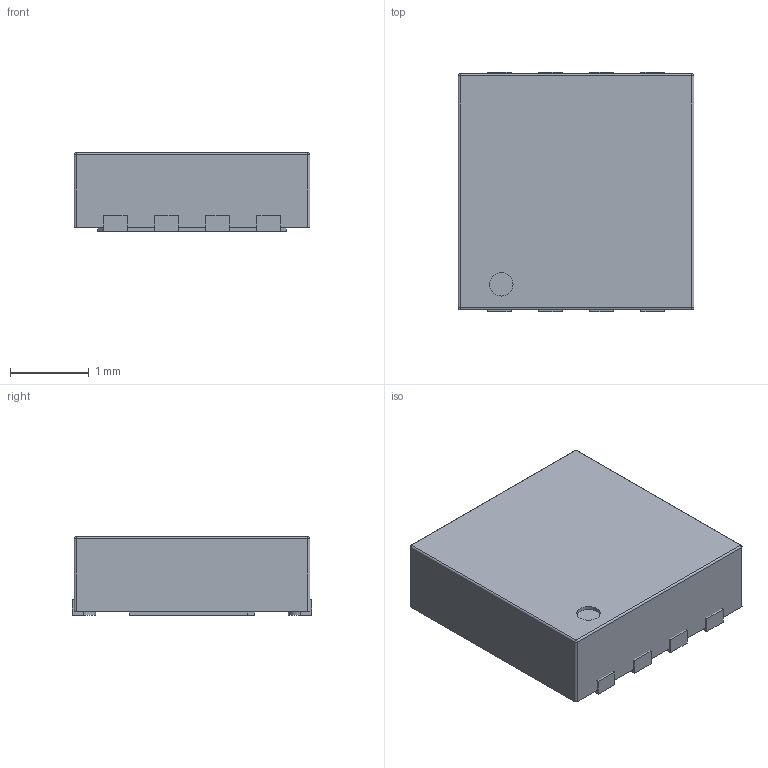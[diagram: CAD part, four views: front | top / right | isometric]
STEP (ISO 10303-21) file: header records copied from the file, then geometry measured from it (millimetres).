
FILE_DESCRIPTION(/* description */ (''),/* implementation_level */ '2;1');
FILE_NAME(/* name */ '5f00ea75979d72147965ea24',/* time_stamp */ '2020-07-04T20:45:42+00:00',/* author */ (''),/* organization */ (''),/* preprocessor_version */ 'ST-DEVELOPER v16.7',/* originating_system */ $,/* authorisation */ $);
FILE_SCHEMA (('AUTOMOTIVE_DESIGN {1 0 10303 214 3 1 1}'));
Length unit declared in the file: metre
Products named in the file (10): Part 10; Part 9; Part 8; Part 7; Part 6; Part 5; Part 4; Part 3; Part 2; Part 1
Bounding box: 3 x 3.05 x 1 mm (x, y, z)
Volume: 9.1 mm3; surface area: 40.7 mm2
Topology: 10 solids, 10 shells, 75 faces, 154 edges, 96 vertices
Faces by surface type: plane 54, cylinder 17, sphere 4
Full cylindrical faces by diameter (mm): 0.3 x1
Entity records: 2188 total; most frequent: DIRECTION 353, CARTESIAN_POINT 330, ORIENTED_EDGE 298, EDGE_CURVE 149, AXIS2_PLACEMENT_3D 119, LINE 115, VECTOR 115, VERTEX_POINT 96
